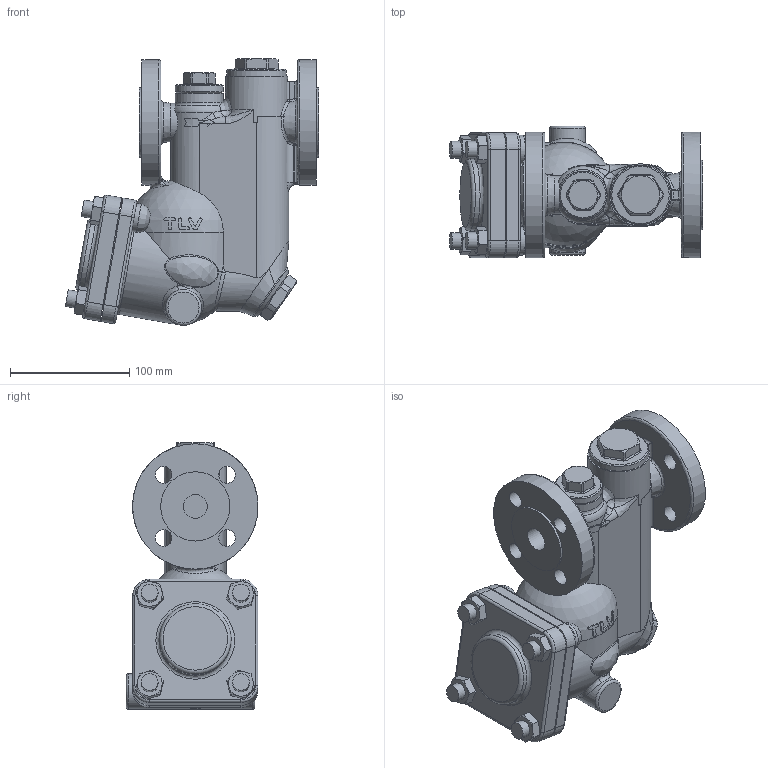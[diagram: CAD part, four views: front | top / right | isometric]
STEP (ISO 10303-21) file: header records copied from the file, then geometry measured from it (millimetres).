
FILE_DESCRIPTION((''),'2;1');
FILE_NAME('kh5nx-020-e0025-00.stp','2011-04-08T14:57:59',('knakanishi'),(''),'Autodesk Inventor 2008','Autodesk Inventor 2008','');
FILE_SCHEMA(('AUTOMOTIVE_DESIGN { 1 0 10303 214 1 1 1 1 }'));
Length unit declared in the file: millimetre
Products named in the file (1): kh5nx-020-e0025-00
Bounding box: 212.06 x 110.5 x 223.5 mm (x, y, z)
Volume: 1929457.6 mm3; surface area: 173384.9 mm2
Topology: 1 solids, 1 shells, 414 faces, 1020 edges, 632 vertices
Faces by surface type: plane 134, cylinder 108, bspline 105, cone 44, torus 15, sphere 8
Full cylindrical faces by diameter (mm): 14 x8, 20 x1, 25 x1, 30 x1, 30.232 x1, 32 x1, 35.675 x1, 40 x2, 50 x2, 52 x1, 58 x1, 60 x1, 75.103 x1, 105 x2
Entity records: 20766 total; most frequent: CARTESIAN_POINT 11950, ORIENTED_EDGE 1906, DIRECTION 1677, EDGE_CURVE 953, AXIS2_PLACEMENT_3D 694, VERTEX_POINT 612, EDGE_LOOP 503, FACE_OUTER_BOUND 414
